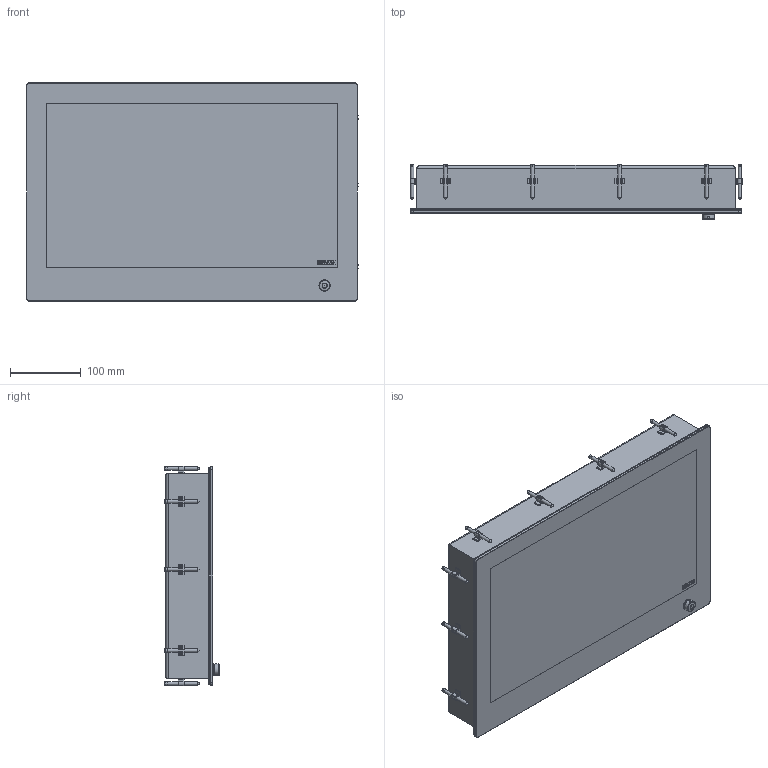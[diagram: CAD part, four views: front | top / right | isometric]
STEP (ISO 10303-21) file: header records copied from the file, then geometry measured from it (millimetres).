
FILE_DESCRIPTION(/* description */ ('Unknown'),/* implementation_level */ '2;1');
FILE_NAME(/* name */ 'N185KGE 3d',/* time_stamp */ '2021-01-06T14:52:43+01:00',/* author */ ('Unknown'),/* organization */ ('Unknown'),/* preprocessor_version */ 'ST-DEVELOPER v16.7',/* originating_system */ 'Solid Edge',/* authorisation */ 'Unknown');
FILE_SCHEMA (('AUTOMOTIVE_DESIGN {1 0 10303 214 3 1 1}'));
Length unit declared in the file: millimetre
Products named in the file (4): N185K(G)E 3d; N185K(G)E 3d-model; 0901124asm_stp; 0901178 knop
Assembly tree (14 placements, depth 2):
  N185K(G)E 3d
    N185K(G)E 3d-model
    0901124asm_stp  x12
    0901178 knop
Bounding box: 467.7 x 78.3 x 308.9 mm (x, y, z)
Volume: 8133256.6 mm3; surface area: 405356.6 mm2
Topology: 14 solids, 21 shells, 1449 faces, 3809 edges, 2479 vertices
Faces by surface type: plane 863, cylinder 351, bspline 125, cone 106, sphere 3, torus 1
Full cylindrical faces by diameter (mm): 2 x8, 2.621 x1, 5 x12, 10 x1, 14 x1, 14.4 x1, 16 x1
Entity records: 26685 total; most frequent: CARTESIAN_POINT 10322, ORIENTED_EDGE 2814, DIRECTION 1771, EDGE_CURVE 1407, VERTEX_POINT 942, B_SPLINE_CURVE_WITH_KNOTS 724, FACE_BOUND 697, EDGE_LOOP 696
